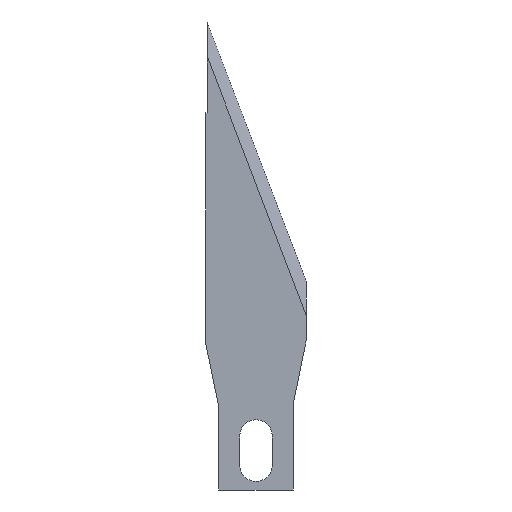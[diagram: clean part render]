
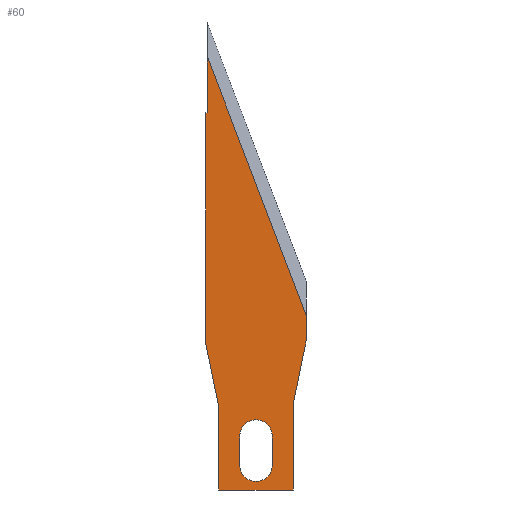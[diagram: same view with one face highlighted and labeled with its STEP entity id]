
A CAD part, left-side view. The second image highlights one B-rep face of the part: STEP entity #60.
In plain terms, the highlighted planar face has unit normal (-1, 0, 0).
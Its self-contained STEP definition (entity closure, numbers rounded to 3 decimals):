
#4 = VECTOR ( 'NONE', #178, 1000. ) ;
#5 = DIRECTION ( 'NONE',  ( 0., 0., -1. ) ) ;
#7 = ORIENTED_EDGE ( 'NONE', *, *, #358, .F. ) ;
#8 = DIRECTION ( 'NONE',  ( 0., 0., 1. ) ) ;
#14 = VERTEX_POINT ( 'NONE', #242 ) ;
#16 = DIRECTION ( 'NONE',  ( 0., 0., -1. ) ) ;
#19 = FACE_BOUND ( 'NONE', #66, .T. ) ;
#22 = CARTESIAN_POINT ( 'NONE',  ( -0.25, -1.25, 7.25 ) ) ;
#33 = EDGE_CURVE ( 'NONE', #405, #444, #597, .T. ) ;
#34 = CARTESIAN_POINT ( 'NONE',  ( -0.25, -2.875, 3.089 ) ) ;
#41 = ORIENTED_EDGE ( 'NONE', *, *, #428, .T. ) ;
#44 = AXIS2_PLACEMENT_3D ( 'NONE', #107, #103, #5 ) ;
#51 = CIRCLE ( 'NONE', #461, 1.25 ) ;
#53 = CARTESIAN_POINT ( 'NONE',  ( -0.25, 1.25, 7.25 ) ) ;
#60 = ADVANCED_FACE ( 'NONE', ( #19, #156 ), #63, .F. ) ;
#61 = CARTESIAN_POINT ( 'NONE',  ( -0.25, 3.875, 32.149 ) ) ;
#63 = PLANE ( 'NONE',  #476 ) ;
#66 = EDGE_LOOP ( 'NONE', ( #171, #218, #399, #250, #41 ) ) ;
#68 = CARTESIAN_POINT ( 'NONE',  ( -0.25, -1.25, 5. ) ) ;
#74 = VECTOR ( 'NONE', #125, 1000. ) ;
#75 = CARTESIAN_POINT ( 'NONE',  ( -0.25, 4.646, 38.816 ) ) ;
#86 = ORIENTED_EDGE ( 'NONE', *, *, #540, .F. ) ;
#89 = VERTEX_POINT ( 'NONE', #256 ) ;
#91 = VECTOR ( 'NONE', #530, 1000. ) ;
#97 = VERTEX_POINT ( 'NONE', #436 ) ;
#101 = ORIENTED_EDGE ( 'NONE', *, *, #201, .F. ) ;
#103 = DIRECTION ( 'NONE',  ( 1., 0., 0. ) ) ;
#104 = LINE ( 'NONE', #157, #266 ) ;
#107 = CARTESIAN_POINT ( 'NONE',  ( -0.25, 0., 5. ) ) ;
#110 = EDGE_CURVE ( 'NONE', #581, #14, #606, .T. ) ;
#111 = ORIENTED_EDGE ( 'NONE', *, *, #131, .F. ) ;
#118 = LINE ( 'NONE', #271, #4 ) ;
#120 = VECTOR ( 'NONE', #313, 1000. ) ;
#122 = CARTESIAN_POINT ( 'NONE',  ( -0.25, 3.875, 32.149 ) ) ;
#125 = DIRECTION ( 'NONE',  ( 0., 0., 1. ) ) ;
#130 = VERTEX_POINT ( 'NONE', #378 ) ;
#131 = EDGE_CURVE ( 'NONE', #405, #97, #258, .T. ) ;
#135 = EDGE_CURVE ( 'NONE', #466, #444, #383, .T. ) ;
#142 = CARTESIAN_POINT ( 'NONE',  ( -0.25, -1.25, 7.25 ) ) ;
#147 = ORIENTED_EDGE ( 'NONE', *, *, #135, .F. ) ;
#152 = DIRECTION ( 'NONE',  ( 0., -1., 0. ) ) ;
#155 = VECTOR ( 'NONE', #542, 1000. ) ;
#156 = FACE_OUTER_BOUND ( 'NONE', #561, .T. ) ;
#157 = CARTESIAN_POINT ( 'NONE',  ( -0.25, -3.875, 14.649 ) ) ;
#159 = DIRECTION ( 'NONE',  ( 0., 0., 1. ) ) ;
#162 = ORIENTED_EDGE ( 'NONE', *, *, #343, .F. ) ;
#171 = ORIENTED_EDGE ( 'NONE', *, *, #215, .T. ) ;
#172 = CARTESIAN_POINT ( 'NONE',  ( -0.25, 3.775, 32.149 ) ) ;
#175 = VERTEX_POINT ( 'NONE', #345 ) ;
#176 = EDGE_CURVE ( 'NONE', #543, #291, #292, .T. ) ;
#178 = DIRECTION ( 'NONE',  ( 0., 0., -1. ) ) ;
#179 = AXIS2_PLACEMENT_3D ( 'NONE', #203, #432, #16 ) ;
#181 = CARTESIAN_POINT ( 'NONE',  ( -0.25, 3.775, 32.149 ) ) ;
#186 = CARTESIAN_POINT ( 'NONE',  ( -0.25, 2.875, 3.089 ) ) ;
#193 = CARTESIAN_POINT ( 'NONE',  ( -0.25, -2.875, 9.75 ) ) ;
#198 = LINE ( 'NONE', #341, #91 ) ;
#201 = EDGE_CURVE ( 'NONE', #97, #244, #198, .T. ) ;
#202 = VECTOR ( 'NONE', #159, 1000. ) ;
#203 = CARTESIAN_POINT ( 'NONE',  ( -0.25, 0., 7.25 ) ) ;
#205 = CIRCLE ( 'NONE', #179, 1.25 ) ;
#209 = CARTESIAN_POINT ( 'NONE',  ( -0.25, -2.875, 0. ) ) ;
#213 = CARTESIAN_POINT ( 'NONE',  ( -0.25, 3.875, 14.399 ) ) ;
#215 = EDGE_CURVE ( 'NONE', #89, #175, #470, .T. ) ;
#218 = ORIENTED_EDGE ( 'NONE', *, *, #223, .T. ) ;
#222 = ORIENTED_EDGE ( 'NONE', *, *, #176, .F. ) ;
#223 = EDGE_CURVE ( 'NONE', #175, #567, #205, .T. ) ;
#237 = VERTEX_POINT ( 'NONE', #311 ) ;
#242 = CARTESIAN_POINT ( 'NONE',  ( -0.25, 0., 3.75 ) ) ;
#244 = VERTEX_POINT ( 'NONE', #490 ) ;
#245 = DIRECTION ( 'NONE',  ( 0., 0., -1. ) ) ;
#246 = VECTOR ( 'NONE', #506, 1000. ) ;
#250 = ORIENTED_EDGE ( 'NONE', *, *, #110, .T. ) ;
#256 = CARTESIAN_POINT ( 'NONE',  ( -0.25, 1.25, 5. ) ) ;
#258 = LINE ( 'NONE', #522, #202 ) ;
#266 = VECTOR ( 'NONE', #491, 1000. ) ;
#271 = CARTESIAN_POINT ( 'NONE',  ( -0.25, -3.875, 19.149 ) ) ;
#272 = VECTOR ( 'NONE', #8, 1000. ) ;
#280 = EDGE_CURVE ( 'NONE', #373, #237, #504, .T. ) ;
#291 = VERTEX_POINT ( 'NONE', #181 ) ;
#292 = LINE ( 'NONE', #61, #396 ) ;
#296 = DIRECTION ( 'NONE',  ( 0., 0., -1. ) ) ;
#311 = CARTESIAN_POINT ( 'NONE',  ( -0.25, 3.775, 36.537 ) ) ;
#312 = VECTOR ( 'NONE', #605, 1000. ) ;
#313 = DIRECTION ( 'NONE',  ( 0., 0.357, 0.934 ) ) ;
#315 = LINE ( 'NONE', #142, #246 ) ;
#318 = DIRECTION ( 'NONE',  ( 1., 0., 0. ) ) ;
#327 = ORIENTED_EDGE ( 'NONE', *, *, #541, .F. ) ;
#341 = CARTESIAN_POINT ( 'NONE',  ( -0.25, 2.875, 9.5 ) ) ;
#343 = EDGE_CURVE ( 'NONE', #373, #130, #118, .T. ) ;
#345 = CARTESIAN_POINT ( 'NONE',  ( -0.25, 1.25, 7.25 ) ) ;
#351 = CARTESIAN_POINT ( 'NONE',  ( -0.25, -3.875, 16.537 ) ) ;
#358 = EDGE_CURVE ( 'NONE', #291, #237, #585, .T. ) ;
#359 = DIRECTION ( 'NONE',  ( 0., 0., -1. ) ) ;
#373 = VERTEX_POINT ( 'NONE', #351 ) ;
#378 = CARTESIAN_POINT ( 'NONE',  ( -0.25, -3.875, 14.649 ) ) ;
#383 = LINE ( 'NONE', #478, #449 ) ;
#392 = ORIENTED_EDGE ( 'NONE', *, *, #280, .T. ) ;
#396 = VECTOR ( 'NONE', #152, 1000. ) ;
#399 = ORIENTED_EDGE ( 'NONE', *, *, #435, .T. ) ;
#405 = VERTEX_POINT ( 'NONE', #186 ) ;
#416 = CARTESIAN_POINT ( 'NONE',  ( -0.25, 3.612, 3.089 ) ) ;
#428 = EDGE_CURVE ( 'NONE', #14, #89, #51, .T. ) ;
#432 = DIRECTION ( 'NONE',  ( 1., 0., 0. ) ) ;
#433 = LINE ( 'NONE', #213, #74 ) ;
#435 = EDGE_CURVE ( 'NONE', #567, #581, #315, .T. ) ;
#436 = CARTESIAN_POINT ( 'NONE',  ( -0.25, 2.875, 9.5 ) ) ;
#444 = VERTEX_POINT ( 'NONE', #34 ) ;
#449 = VECTOR ( 'NONE', #245, 1000. ) ;
#461 = AXIS2_PLACEMENT_3D ( 'NONE', #599, #318, #359 ) ;
#466 = VERTEX_POINT ( 'NONE', #193 ) ;
#470 = LINE ( 'NONE', #53, #272 ) ;
#473 = ORIENTED_EDGE ( 'NONE', *, *, #33, .T. ) ;
#476 = AXIS2_PLACEMENT_3D ( 'NONE', #209, #481, #296 ) ;
#478 = CARTESIAN_POINT ( 'NONE',  ( -0.25, -2.875, 9.75 ) ) ;
#481 = DIRECTION ( 'NONE',  ( 1., 0., 0. ) ) ;
#490 = CARTESIAN_POINT ( 'NONE',  ( -0.25, 3.875, 14.399 ) ) ;
#491 = DIRECTION ( 'NONE',  ( 0., 0.2, -0.98 ) ) ;
#504 = LINE ( 'NONE', #75, #120 ) ;
#506 = DIRECTION ( 'NONE',  ( 0., 0., -1. ) ) ;
#522 = CARTESIAN_POINT ( 'NONE',  ( -0.25, 2.875, 0. ) ) ;
#530 = DIRECTION ( 'NONE',  ( 0., 0.2, 0.98 ) ) ;
#540 = EDGE_CURVE ( 'NONE', #130, #466, #104, .T. ) ;
#541 = EDGE_CURVE ( 'NONE', #244, #543, #433, .T. ) ;
#542 = DIRECTION ( 'NONE',  ( 0., 0., 1. ) ) ;
#543 = VERTEX_POINT ( 'NONE', #122 ) ;
#561 = EDGE_LOOP ( 'NONE', ( #111, #473, #147, #86, #162, #392, #7, #222, #327, #101 ) ) ;
#567 = VERTEX_POINT ( 'NONE', #22 ) ;
#581 = VERTEX_POINT ( 'NONE', #68 ) ;
#585 = LINE ( 'NONE', #172, #155 ) ;
#597 = LINE ( 'NONE', #416, #312 ) ;
#599 = CARTESIAN_POINT ( 'NONE',  ( -0.25, 0., 5. ) ) ;
#605 = DIRECTION ( 'NONE',  ( 0., -1., 0. ) ) ;
#606 = CIRCLE ( 'NONE', #44, 1.25 ) ;
